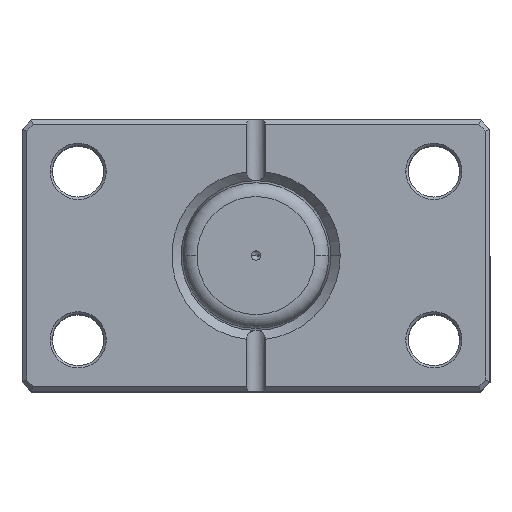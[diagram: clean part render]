
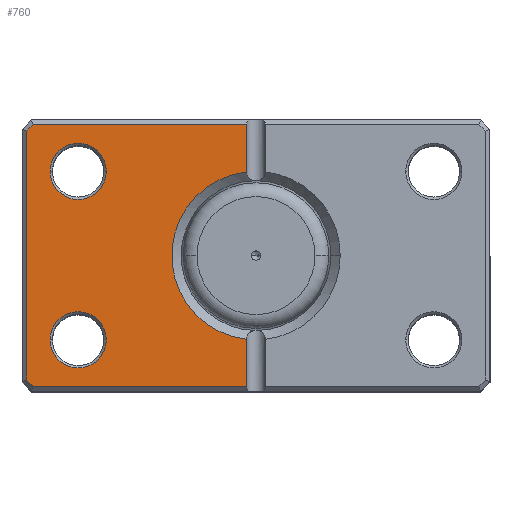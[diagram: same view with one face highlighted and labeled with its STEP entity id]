
A CAD part, top view. The second image highlights one B-rep face of the part: STEP entity #760.
In plain terms, the highlighted face is planar.
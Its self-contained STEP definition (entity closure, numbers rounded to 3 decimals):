
#83 = DIRECTION ( 'NONE',  ( 0., 0., 1. ) ) ;
#113 = CARTESIAN_POINT ( 'NONE',  ( 2., 28., 0. ) ) ;
#282 = EDGE_CURVE ( 'NONE', #2143, #3101, #3092, .T. ) ;
#333 = VECTOR ( 'NONE', #2260, 1000. ) ;
#364 = DIRECTION ( 'NONE',  ( 0.707, -0.707, 0. ) ) ;
#383 = DIRECTION ( 'NONE',  ( 0., 0., 1. ) ) ;
#473 = EDGE_CURVE ( 'NONE', #3941, #5380, #3012, .T. ) ;
#530 = CARTESIAN_POINT ( 'NONE',  ( 47.586, 28., 0. ) ) ;
#623 = VERTEX_POINT ( 'NONE', #4901 ) ;
#673 = LINE ( 'NONE', #1290, #333 ) ;
#760 = ADVANCED_FACE ( 'NONE', ( #3454, #4726, #3607 ), #6118, .F. ) ;
#799 = DIRECTION ( 'NONE',  ( 1., 0., 0. ) ) ;
#815 = CARTESIAN_POINT ( 'NONE',  ( 47.586, -28., 0. ) ) ;
#859 = CARTESIAN_POINT ( 'NONE',  ( 2., 17.889, 0. ) ) ;
#862 = CIRCLE ( 'NONE', #5194, 6. ) ;
#972 = EDGE_CURVE ( 'NONE', #4815, #2143, #6302, .T. ) ;
#990 = ORIENTED_EDGE ( 'NONE', *, *, #972, .T. ) ;
#1068 = DIRECTION ( 'NONE',  ( 0., 0., 1. ) ) ;
#1143 = EDGE_CURVE ( 'NONE', #4357, #5070, #673, .T. ) ;
#1144 = CARTESIAN_POINT ( 'NONE',  ( 49., 26.586, 0. ) ) ;
#1160 = ORIENTED_EDGE ( 'NONE', *, *, #1143, .T. ) ;
#1290 = CARTESIAN_POINT ( 'NONE',  ( 2., 29., 0. ) ) ;
#1305 = ORIENTED_EDGE ( 'NONE', *, *, #2679, .T. ) ;
#1316 = CARTESIAN_POINT ( 'NONE',  ( 44., -18., 0. ) ) ;
#1438 = AXIS2_PLACEMENT_3D ( 'NONE', #6268, #5837, #799 ) ;
#1455 = VERTEX_POINT ( 'NONE', #4567 ) ;
#1614 = EDGE_LOOP ( 'NONE', ( #1160, #6126, #4875, #990, #2160, #5844, #3269, #5685 ) ) ;
#1671 = VECTOR ( 'NONE', #364, 1000. ) ;
#1705 = VECTOR ( 'NONE', #2561, 1000. ) ;
#1717 = LINE ( 'NONE', #2756, #4123 ) ;
#1785 = VERTEX_POINT ( 'NONE', #859 ) ;
#1961 = CARTESIAN_POINT ( 'NONE',  ( 0., -28., 0. ) ) ;
#2143 = VERTEX_POINT ( 'NONE', #530 ) ;
#2160 = ORIENTED_EDGE ( 'NONE', *, *, #282, .T. ) ;
#2260 = DIRECTION ( 'NONE',  ( 0., 1., 0. ) ) ;
#2309 = CARTESIAN_POINT ( 'NONE',  ( 2., -17.889, 0. ) ) ;
#2323 = LINE ( 'NONE', #1961, #5046 ) ;
#2399 = LINE ( 'NONE', #3808, #4801 ) ;
#2461 = CARTESIAN_POINT ( 'NONE',  ( 32., -18., 0. ) ) ;
#2479 = VECTOR ( 'NONE', #5403, 1000. ) ;
#2534 = EDGE_CURVE ( 'NONE', #3101, #1455, #1717, .T. ) ;
#2561 = DIRECTION ( 'NONE',  ( -0.707, -0.707, 0. ) ) ;
#2591 = DIRECTION ( 'NONE',  ( 0., 0., 1. ) ) ;
#2620 = VERTEX_POINT ( 'NONE', #5717 ) ;
#2679 = EDGE_CURVE ( 'NONE', #5380, #3941, #3825, .T. ) ;
#2756 = CARTESIAN_POINT ( 'NONE',  ( 49., 0., 0. ) ) ;
#3012 = CIRCLE ( 'NONE', #4520, 6. ) ;
#3070 = CARTESIAN_POINT ( 'NONE',  ( 38., 18., 0. ) ) ;
#3092 = LINE ( 'NONE', #3847, #1671 ) ;
#3101 = VERTEX_POINT ( 'NONE', #1144 ) ;
#3233 = EDGE_LOOP ( 'NONE', ( #3886, #1305 ) ) ;
#3244 = DIRECTION ( 'NONE',  ( 0., -1., 0. ) ) ;
#3269 = ORIENTED_EDGE ( 'NONE', *, *, #3688, .T. ) ;
#3277 = CIRCLE ( 'NONE', #3376, 18. ) ;
#3353 = CARTESIAN_POINT ( 'NONE',  ( 38., -18., 0. ) ) ;
#3376 = AXIS2_PLACEMENT_3D ( 'NONE', #3972, #1068, #4455 ) ;
#3454 = FACE_BOUND ( 'NONE', #3233, .T. ) ;
#3462 = CARTESIAN_POINT ( 'NONE',  ( 38., -18., 0. ) ) ;
#3482 = DIRECTION ( 'NONE',  ( 0., 0., 1. ) ) ;
#3522 = DIRECTION ( 'NONE',  ( 1., 0., 0. ) ) ;
#3567 = DIRECTION ( 'NONE',  ( 1., 0., 0. ) ) ;
#3595 = CIRCLE ( 'NONE', #5234, 6. ) ;
#3607 = FACE_OUTER_BOUND ( 'NONE', #1614, .T. ) ;
#3618 = EDGE_CURVE ( 'NONE', #5070, #1785, #3277, .T. ) ;
#3688 = EDGE_CURVE ( 'NONE', #1455, #6007, #4419, .T. ) ;
#3720 = ORIENTED_EDGE ( 'NONE', *, *, #4176, .T. ) ;
#3808 = CARTESIAN_POINT ( 'NONE',  ( 2., 29., 0. ) ) ;
#3825 = CIRCLE ( 'NONE', #3974, 6. ) ;
#3843 = DIRECTION ( 'NONE',  ( 1., 0., 0. ) ) ;
#3847 = CARTESIAN_POINT ( 'NONE',  ( 37.793, 37.793, 0. ) ) ;
#3886 = ORIENTED_EDGE ( 'NONE', *, *, #473, .T. ) ;
#3941 = VERTEX_POINT ( 'NONE', #2461 ) ;
#3972 = CARTESIAN_POINT ( 'NONE',  ( 0., 0., 0. ) ) ;
#3974 = AXIS2_PLACEMENT_3D ( 'NONE', #3353, #383, #3843 ) ;
#4123 = VECTOR ( 'NONE', #3244, 1000. ) ;
#4176 = EDGE_CURVE ( 'NONE', #2620, #623, #862, .T. ) ;
#4300 = DIRECTION ( 'NONE',  ( 0., 1., 0. ) ) ;
#4357 = VERTEX_POINT ( 'NONE', #5569 ) ;
#4419 = LINE ( 'NONE', #5459, #1705 ) ;
#4455 = DIRECTION ( 'NONE',  ( 1., 0., 0. ) ) ;
#4520 = AXIS2_PLACEMENT_3D ( 'NONE', #3462, #3482, #3522 ) ;
#4567 = CARTESIAN_POINT ( 'NONE',  ( 49., -26.586, 0. ) ) ;
#4726 = FACE_BOUND ( 'NONE', #6012, .T. ) ;
#4762 = DIRECTION ( 'NONE',  ( -1., 0., 0. ) ) ;
#4801 = VECTOR ( 'NONE', #4300, 1000. ) ;
#4815 = VERTEX_POINT ( 'NONE', #113 ) ;
#4875 = ORIENTED_EDGE ( 'NONE', *, *, #5446, .T. ) ;
#4901 = CARTESIAN_POINT ( 'NONE',  ( 32., 18., 0. ) ) ;
#5046 = VECTOR ( 'NONE', #4762, 1000. ) ;
#5070 = VERTEX_POINT ( 'NONE', #2309 ) ;
#5194 = AXIS2_PLACEMENT_3D ( 'NONE', #3070, #83, #3567 ) ;
#5195 = EDGE_CURVE ( 'NONE', #6007, #4357, #2323, .T. ) ;
#5234 = AXIS2_PLACEMENT_3D ( 'NONE', #5491, #2591, #5958 ) ;
#5292 = CARTESIAN_POINT ( 'NONE',  ( 0., 28., 0. ) ) ;
#5380 = VERTEX_POINT ( 'NONE', #1316 ) ;
#5403 = DIRECTION ( 'NONE',  ( 1., 0., 0. ) ) ;
#5446 = EDGE_CURVE ( 'NONE', #1785, #4815, #2399, .T. ) ;
#5459 = CARTESIAN_POINT ( 'NONE',  ( 37.793, -37.793, 0. ) ) ;
#5491 = CARTESIAN_POINT ( 'NONE',  ( 38., 18., 0. ) ) ;
#5569 = CARTESIAN_POINT ( 'NONE',  ( 2., -28., 0. ) ) ;
#5685 = ORIENTED_EDGE ( 'NONE', *, *, #5195, .T. ) ;
#5715 = EDGE_CURVE ( 'NONE', #623, #2620, #3595, .T. ) ;
#5717 = CARTESIAN_POINT ( 'NONE',  ( 44., 18., 0. ) ) ;
#5837 = DIRECTION ( 'NONE',  ( 0., 0., 1. ) ) ;
#5844 = ORIENTED_EDGE ( 'NONE', *, *, #2534, .T. ) ;
#5958 = DIRECTION ( 'NONE',  ( 1., 0., 0. ) ) ;
#6007 = VERTEX_POINT ( 'NONE', #815 ) ;
#6012 = EDGE_LOOP ( 'NONE', ( #6288, #3720 ) ) ;
#6118 = PLANE ( 'NONE',  #1438 ) ;
#6126 = ORIENTED_EDGE ( 'NONE', *, *, #3618, .T. ) ;
#6268 = CARTESIAN_POINT ( 'NONE',  ( 0., 0., 0. ) ) ;
#6288 = ORIENTED_EDGE ( 'NONE', *, *, #5715, .T. ) ;
#6302 = LINE ( 'NONE', #5292, #2479 ) ;
